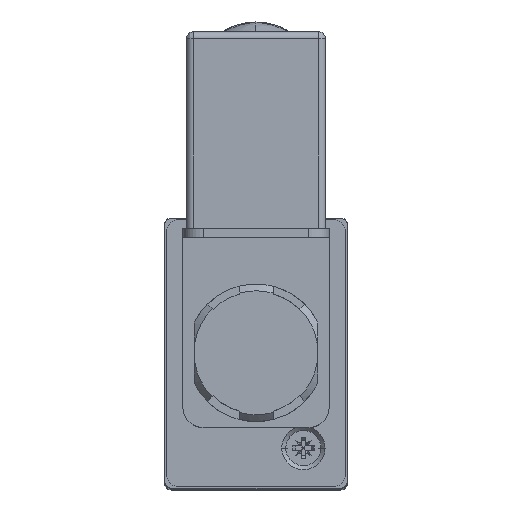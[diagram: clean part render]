
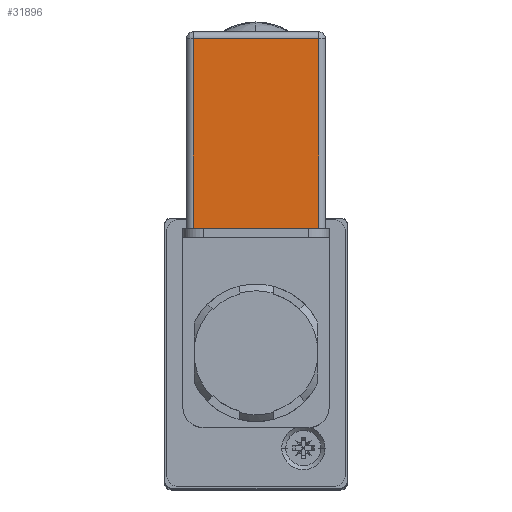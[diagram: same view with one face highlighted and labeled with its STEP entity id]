
A CAD part, top view. The second image highlights one B-rep face of the part: STEP entity #31896.
In plain terms, the highlighted planar face has unit normal (0, 0, 1).
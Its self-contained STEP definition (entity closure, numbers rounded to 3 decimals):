
#1656 = DIRECTION ( 'NONE',  ( 1., 0., 0. ) ) ;
#1933 = LINE ( 'NONE', #22840, #9854 ) ;
#2057 = DIRECTION ( 'NONE',  ( 0., 1., 0. ) ) ;
#2750 = VECTOR ( 'NONE', #1656, 1000. ) ;
#5558 = VECTOR ( 'NONE', #11670, 1000. ) ;
#6250 = FACE_OUTER_BOUND ( 'NONE', #14415, .T. ) ;
#7013 = CARTESIAN_POINT ( 'NONE',  ( 7.801, 18.822, 106.6 ) ) ;
#7307 = CARTESIAN_POINT ( 'NONE',  ( -10.699, 18.822, 106.6 ) ) ;
#7961 = CARTESIAN_POINT ( 'NONE',  ( 8.801, 18.822, 106.6 ) ) ;
#8440 = PLANE ( 'NONE',  #28932 ) ;
#9854 = VECTOR ( 'NONE', #2057, 1000. ) ;
#10238 = VERTEX_POINT ( 'NONE', #7013 ) ;
#11551 = DIRECTION ( 'NONE',  ( 0., 0., -1. ) ) ;
#11670 = DIRECTION ( 'NONE',  ( 0., -1., 0. ) ) ;
#13460 = LINE ( 'NONE', #32462, #5558 ) ;
#13541 = VERTEX_POINT ( 'NONE', #33256 ) ;
#13597 = CARTESIAN_POINT ( 'NONE',  ( -1.449, 46.822, 106.6 ) ) ;
#14130 = ORIENTED_EDGE ( 'NONE', *, *, #35837, .F. ) ;
#14415 = EDGE_LOOP ( 'NONE', ( #29671, #30972, #34464, #14130 ) ) ;
#15126 = VECTOR ( 'NONE', #25802, 1000. ) ;
#15598 = VERTEX_POINT ( 'NONE', #7307 ) ;
#16292 = EDGE_CURVE ( 'NONE', #15598, #13541, #1933, .T. ) ;
#22840 = CARTESIAN_POINT ( 'NONE',  ( -10.699, 28.703, 106.6 ) ) ;
#23377 = CARTESIAN_POINT ( 'NONE',  ( -1.449, 28.703, 106.6 ) ) ;
#24389 = CARTESIAN_POINT ( 'NONE',  ( 7.801, 46.822, 106.6 ) ) ;
#25552 = LINE ( 'NONE', #13597, #2750 ) ;
#25802 = DIRECTION ( 'NONE',  ( -1., 0., 0. ) ) ;
#26356 = EDGE_CURVE ( 'NONE', #13541, #38135, #25552, .T. ) ;
#28932 = AXIS2_PLACEMENT_3D ( 'NONE', #23377, #11551, #32347 ) ;
#29671 = ORIENTED_EDGE ( 'NONE', *, *, #26356, .F. ) ;
#30972 = ORIENTED_EDGE ( 'NONE', *, *, #16292, .F. ) ;
#30978 = LINE ( 'NONE', #7961, #15126 ) ;
#31308 = EDGE_CURVE ( 'NONE', #10238, #15598, #30978, .T. ) ;
#31896 = ADVANCED_FACE ( 'NONE', ( #6250 ), #8440, .F. ) ;
#32347 = DIRECTION ( 'NONE',  ( -1., 0., 0. ) ) ;
#32462 = CARTESIAN_POINT ( 'NONE',  ( 7.801, 28.703, 106.6 ) ) ;
#33256 = CARTESIAN_POINT ( 'NONE',  ( -10.699, 46.822, 106.6 ) ) ;
#34464 = ORIENTED_EDGE ( 'NONE', *, *, #31308, .F. ) ;
#35837 = EDGE_CURVE ( 'NONE', #38135, #10238, #13460, .T. ) ;
#38135 = VERTEX_POINT ( 'NONE', #24389 ) ;
